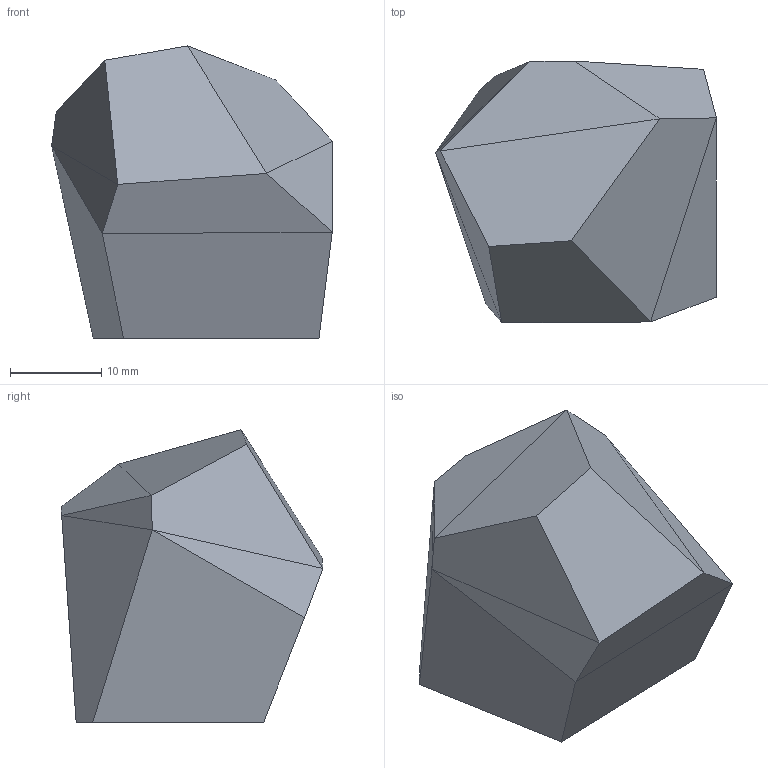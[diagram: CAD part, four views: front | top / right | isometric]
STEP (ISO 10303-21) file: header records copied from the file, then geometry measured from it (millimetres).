
FILE_DESCRIPTION (( 'STEP AP214' ), '1' );
FILE_NAME ('Quartz crystal.STEP', '2023-11-18T18:34:44', ( 'Elessar' ), ( '' ), 'SwSTEP 2.0', 'SolidWorks 2018', '' );
FILE_SCHEMA (( 'AUTOMOTIVE_DESIGN' ));
Length unit declared in the file: millimetre
Products named in the file (1): Quartz crystal
Bounding box: 30.73 x 28.66 x 32 mm (x, y, z)
Volume: 15796.2 mm3; surface area: 3485.1 mm2
Topology: 1 solids, 1 shells, 18 faces, 34 edges, 18 vertices
Faces by surface type: plane 18
Entity records: 460 total; most frequent: DIRECTION 72, CARTESIAN_POINT 71, ORIENTED_EDGE 68, VECTOR 34, EDGE_CURVE 34, LINE 34, AXIS2_PLACEMENT_3D 19, ADVANCED_FACE 18
